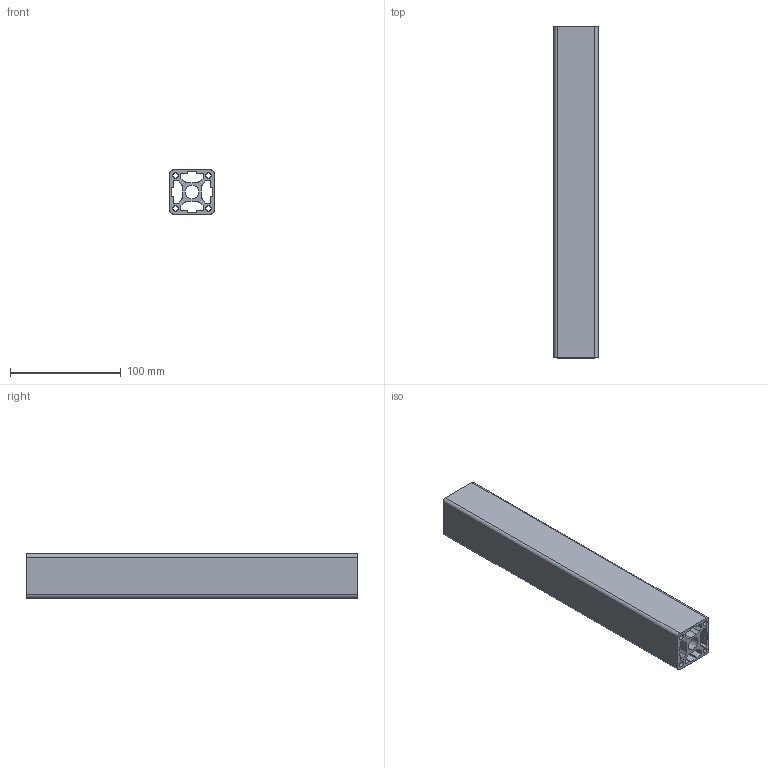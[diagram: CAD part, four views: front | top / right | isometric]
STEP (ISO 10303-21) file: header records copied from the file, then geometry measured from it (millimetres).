
FILE_DESCRIPTION (( 'STEP AP214' ), '1' );
FILE_NAME ('1727979724091.step', '2024-10-03T18:22:06', ( 'Windows User' ), ( '' ), 'SwSTEP 2.0', 'SolidWorks 2011', '' );
FILE_SCHEMA (( 'AUTOMOTIVE_DESIGN' ));
Length unit declared in the file: millimetre
Products named in the file (2): 1.11.040040.03SPx300.00(1); 1727979724091
Assembly tree (1 placements, depth 2):
  1727979724091
    1.11.040040.03SPx300.00(1)
Bounding box: 40 x 300 x 40 mm (x, y, z)
Volume: 219598.2 mm3; surface area: 143760.1 mm2
Topology: 1 solids, 1 shells, 92 faces, 270 edges, 180 vertices
Faces by surface type: cylinder 46, plane 46
Entity records: 3188 total; most frequent: DIRECTION 554, CARTESIAN_POINT 546, ORIENTED_EDGE 540, EDGE_CURVE 270, AXIS2_PLACEMENT_3D 188, VERTEX_POINT 180, LINE 178, VECTOR 178
